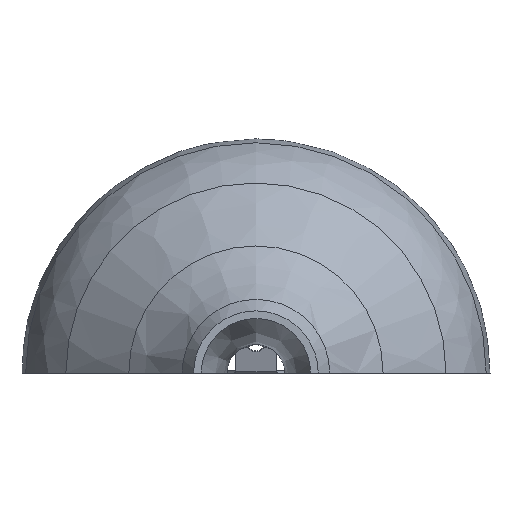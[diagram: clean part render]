
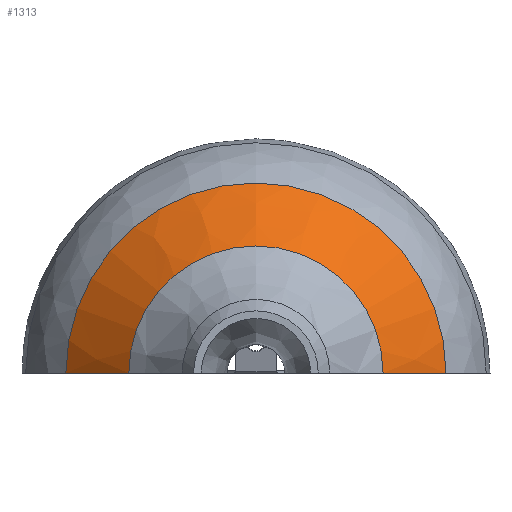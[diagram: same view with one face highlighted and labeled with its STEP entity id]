
A CAD part, front view. The second image highlights one B-rep face of the part: STEP entity #1313.
In plain terms, the highlighted free-form (B-spline) face has degree [3, 3] with [4, 4] control points.
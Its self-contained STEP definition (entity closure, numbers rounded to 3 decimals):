
#28 = CARTESIAN_POINT ( 'NONE',  ( -88.519, 180.19, 177.038 ) ) ;
#130 = CARTESIAN_POINT ( 'NONE',  ( 106.937, 198.846, 0. ) ) ;
#168 = AXIS2_PLACEMENT_3D ( 'NONE', #3259, #4477, #3794 ) ;
#255 = EDGE_LOOP ( 'NONE', ( #3673, #1846, #3378, #1263 ) ) ;
#310 = CARTESIAN_POINT ( 'NONE',  ( 112.884, 205.248, 0. ) ) ;
#366 = CARTESIAN_POINT ( 'NONE',  ( -75.506, 168.52, 0. ) ) ;
#435 = VERTEX_POINT ( 'NONE', #2406 ) ;
#521 = VERTEX_POINT ( 'NONE', #1193 ) ;
#608 = CARTESIAN_POINT ( 'NONE',  ( 100.844, 192.581, 0. ) ) ;
#651 = CARTESIAN_POINT ( 'NONE',  ( 112.884, 205.248, 0. ) ) ;
#812 =( BOUNDED_SURFACE ( )  B_SPLINE_SURFACE ( 3, 3, ( 
 ( #961, #2233, #1066, #366 ),
 ( #2285, #3267, #28, #2035 ),
 ( #1820, #4882, #3287, #1468 ),
 ( #310, #4379, #3776, #4439 ) ),
 .UNSPECIFIED., .F., .F., .T. ) 
 B_SPLINE_SURFACE_WITH_KNOTS ( ( 4, 4 ),
 ( 4, 4 ),
 ( 0., 1. ),
 ( 0., 1. ),
 .UNSPECIFIED. ) 
 GEOMETRIC_REPRESENTATION_ITEM ( )  RATIONAL_B_SPLINE_SURFACE ( (
 ( 1., 0.333, 0.333, 1.),
 ( 0.999, 0.333, 0.333, 0.999),
 ( 0.999, 0.333, 0.333, 0.999),
 ( 1., 0.333, 0.333, 1.) ) ) 
 REPRESENTATION_ITEM ( '' )  SURFACE ( )  );
#945 = EDGE_CURVE ( 'NONE', #521, #2717, #1049, .T. ) ;
#961 = CARTESIAN_POINT ( 'NONE',  ( 75.506, 168.52, 0. ) ) ;
#1032 = DIRECTION ( 'NONE',  ( 1., 0., 0. ) ) ;
#1049 = CIRCLE ( 'NONE', #168, 112.884 ) ;
#1066 = CARTESIAN_POINT ( 'NONE',  ( -75.506, 168.52, 151.013 ) ) ;
#1193 = CARTESIAN_POINT ( 'NONE',  ( -112.884, 205.248, 0. ) ) ;
#1251 = CARTESIAN_POINT ( 'NONE',  ( 88.38, 180.333, 0. ) ) ;
#1257 = CARTESIAN_POINT ( 'NONE',  ( 82.011, 174.354, 0. ) ) ;
#1263 = ORIENTED_EDGE ( 'NONE', *, *, #2682, .F. ) ;
#1270 = CARTESIAN_POINT ( 'NONE',  ( 75.506, 168.52, 0. ) ) ;
#1313 = ADVANCED_FACE ( 'NONE', ( #3881 ), #812, .T. ) ;
#1396 = CARTESIAN_POINT ( 'NONE',  ( 75.506, 168.52, 0. ) ) ;
#1468 = CARTESIAN_POINT ( 'NONE',  ( -100.987, 192.442, 0. ) ) ;
#1490 = B_SPLINE_CURVE_WITH_KNOTS ( 'NONE', 3,
 ( #1778, #3629, #3700, #3689, #3728, #3704 ),
 .UNSPECIFIED., .F., .F.,
 ( 4, 2, 4 ),
 ( 0., 0.026, 0.052 ),
 .UNSPECIFIED. ) ;
#1580 = DIRECTION ( 'NONE',  ( 0., 1., 0. ) ) ;
#1778 = CARTESIAN_POINT ( 'NONE',  ( -75.506, 168.52, 0. ) ) ;
#1820 = CARTESIAN_POINT ( 'NONE',  ( 100.987, 192.442, 0. ) ) ;
#1846 = ORIENTED_EDGE ( 'NONE', *, *, #2224, .F. ) ;
#2035 = CARTESIAN_POINT ( 'NONE',  ( -88.519, 180.19, 0. ) ) ;
#2224 = EDGE_CURVE ( 'NONE', #2717, #2654, #2724, .T. ) ;
#2233 = CARTESIAN_POINT ( 'NONE',  ( 75.506, 168.52, 151.013 ) ) ;
#2285 = CARTESIAN_POINT ( 'NONE',  ( 88.519, 180.19, 0. ) ) ;
#2335 = AXIS2_PLACEMENT_3D ( 'NONE', #4238, #1580, #1032 ) ;
#2406 = CARTESIAN_POINT ( 'NONE',  ( -75.506, 168.52, 0. ) ) ;
#2582 = CIRCLE ( 'NONE', #2335, 75.506 ) ;
#2654 = VERTEX_POINT ( 'NONE', #1396 ) ;
#2682 = EDGE_CURVE ( 'NONE', #435, #521, #1490, .T. ) ;
#2717 = VERTEX_POINT ( 'NONE', #3882 ) ;
#2724 = B_SPLINE_CURVE_WITH_KNOTS ( 'NONE', 3,
 ( #651, #130, #608, #1251, #1257, #1270 ),
 .UNSPECIFIED., .F., .F.,
 ( 4, 2, 4 ),
 ( 0., 0.026, 0.052 ),
 .UNSPECIFIED. ) ;
#3259 = CARTESIAN_POINT ( 'NONE',  ( 0., 205.248, 0. ) ) ;
#3267 = CARTESIAN_POINT ( 'NONE',  ( 88.519, 180.19, 177.038 ) ) ;
#3287 = CARTESIAN_POINT ( 'NONE',  ( -100.987, 192.442, 201.973 ) ) ;
#3378 = ORIENTED_EDGE ( 'NONE', *, *, #945, .F. ) ;
#3629 = CARTESIAN_POINT ( 'NONE',  ( -82.011, 174.354, 0. ) ) ;
#3673 = ORIENTED_EDGE ( 'NONE', *, *, #4517, .T. ) ;
#3689 = CARTESIAN_POINT ( 'NONE',  ( -100.847, 192.583, 0. ) ) ;
#3700 = CARTESIAN_POINT ( 'NONE',  ( -88.382, 180.335, 0. ) ) ;
#3704 = CARTESIAN_POINT ( 'NONE',  ( -112.884, 205.248, 0. ) ) ;
#3728 = CARTESIAN_POINT ( 'NONE',  ( -106.937, 198.846, 0. ) ) ;
#3776 = CARTESIAN_POINT ( 'NONE',  ( -112.884, 205.248, 225.767 ) ) ;
#3794 = DIRECTION ( 'NONE',  ( 1., 0., 0. ) ) ;
#3881 = FACE_OUTER_BOUND ( 'NONE', #255, .T. ) ;
#3882 = CARTESIAN_POINT ( 'NONE',  ( 112.884, 205.248, 0. ) ) ;
#4238 = CARTESIAN_POINT ( 'NONE',  ( 0., 168.52, 0. ) ) ;
#4379 = CARTESIAN_POINT ( 'NONE',  ( 112.884, 205.248, 225.767 ) ) ;
#4439 = CARTESIAN_POINT ( 'NONE',  ( -112.884, 205.248, 0. ) ) ;
#4477 = DIRECTION ( 'NONE',  ( 0., 1., 0. ) ) ;
#4517 = EDGE_CURVE ( 'NONE', #435, #2654, #2582, .T. ) ;
#4882 = CARTESIAN_POINT ( 'NONE',  ( 100.987, 192.442, 201.973 ) ) ;
